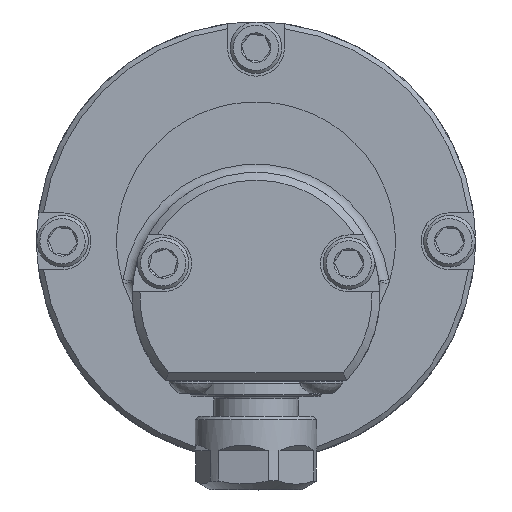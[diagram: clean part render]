
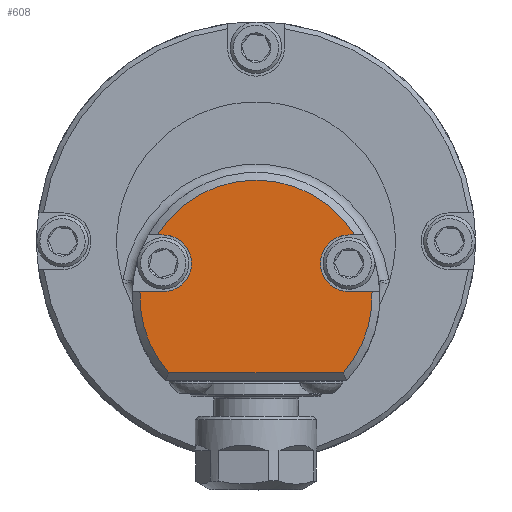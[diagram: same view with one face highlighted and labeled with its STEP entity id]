
A CAD part, top view. The second image highlights one B-rep face of the part: STEP entity #608.
In plain terms, the highlighted planar face has unit normal (0, 0, 1).
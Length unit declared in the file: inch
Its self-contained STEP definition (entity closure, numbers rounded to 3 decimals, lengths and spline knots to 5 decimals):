
#91 = CARTESIAN_POINT ( 'NONE',  ( -0.562, -0.314, 5. ) ) ;
#122 = DIRECTION ( 'NONE',  ( 0., 0., 1. ) ) ;
#169 = CARTESIAN_POINT ( 'NONE',  ( 0.54898, -0.805, 5. ) ) ;
#291 = EDGE_CURVE ( 'NONE', #3546, #3523, #328, .T. ) ;
#328 = CIRCLE ( 'NONE', #2648, 0.172 ) ;
#360 = DIRECTION ( 'NONE',  ( -1., 0., 0. ) ) ;
#511 = VERTEX_POINT ( 'NONE', #2967 ) ;
#608 = ADVANCED_FACE ( 'NONE', ( #2941 ), #4068, .T. ) ;
#701 = ORIENTED_EDGE ( 'NONE', *, *, #2329, .F. ) ;
#816 = ORIENTED_EDGE ( 'NONE', *, *, #3291, .T. ) ;
#1044 = CARTESIAN_POINT ( 'NONE',  ( 0., -0.341, 5. ) ) ;
#1091 = CARTESIAN_POINT ( 'NONE',  ( 0.562, -0.142, 5. ) ) ;
#1132 = ORIENTED_EDGE ( 'NONE', *, *, #291, .F. ) ;
#1164 = VECTOR ( 'NONE', #5648, 39.37008 ) ;
#1188 = VECTOR ( 'NONE', #5140, 39.37008 ) ;
#1313 = VERTEX_POINT ( 'NONE', #4909 ) ;
#1374 = CIRCLE ( 'NONE', #4871, 0.703 ) ;
#1400 = LINE ( 'NONE', #5709, #2574 ) ;
#1419 = VECTOR ( 'NONE', #360, 39.37008 ) ;
#1454 = CARTESIAN_POINT ( 'NONE',  ( -0.59713, 0.03, 5. ) ) ;
#1458 = VECTOR ( 'NONE', #3143, 39.37008 ) ;
#1548 = DIRECTION ( 'NONE',  ( 1., 0., 0. ) ) ;
#1550 = CARTESIAN_POINT ( 'NONE',  ( 0., -0.341, 5. ) ) ;
#1597 = DIRECTION ( 'NONE',  ( 1., 0., 0. ) ) ;
#1601 = DIRECTION ( 'NONE',  ( 1., 0., 0. ) ) ;
#1610 = DIRECTION ( 'NONE',  ( 0., 0., 1. ) ) ;
#1720 = CARTESIAN_POINT ( 'NONE',  ( -0.70248, -0.314, 5. ) ) ;
#1784 = CARTESIAN_POINT ( 'NONE',  ( 0.59713, 0.03, 5. ) ) ;
#1873 = EDGE_CURVE ( 'NONE', #4358, #2099, #2637, .T. ) ;
#1898 = VERTEX_POINT ( 'NONE', #91 ) ;
#1976 = EDGE_CURVE ( 'NONE', #2530, #1898, #6190, .T. ) ;
#2008 = AXIS2_PLACEMENT_3D ( 'NONE', #4591, #1610, #5118 ) ;
#2025 = DIRECTION ( 'NONE',  ( 1., 0., 0. ) ) ;
#2046 = AXIS2_PLACEMENT_3D ( 'NONE', #3064, #4577, #1597 ) ;
#2099 = VERTEX_POINT ( 'NONE', #1454 ) ;
#2205 = EDGE_CURVE ( 'NONE', #2530, #5537, #1374, .T. ) ;
#2312 = CARTESIAN_POINT ( 'NONE',  ( 0.562, 0.03, 5. ) ) ;
#2329 = EDGE_CURVE ( 'NONE', #1898, #1313, #3241, .T. ) ;
#2384 = AXIS2_PLACEMENT_3D ( 'NONE', #3073, #122, #3574 ) ;
#2407 = EDGE_CURVE ( 'NONE', #5537, #4678, #4115, .T. ) ;
#2530 = VERTEX_POINT ( 'NONE', #1720 ) ;
#2574 = VECTOR ( 'NONE', #3170, 39.37008 ) ;
#2597 = ORIENTED_EDGE ( 'NONE', *, *, #1976, .F. ) ;
#2604 = CARTESIAN_POINT ( 'NONE',  ( 0.52812, -0.805, 5. ) ) ;
#2619 = CARTESIAN_POINT ( 'NONE',  ( -0.562, -0.314, 5. ) ) ;
#2637 = CIRCLE ( 'NONE', #3303, 0.703 ) ;
#2648 = AXIS2_PLACEMENT_3D ( 'NONE', #1091, #4580, #1601 ) ;
#2750 = LINE ( 'NONE', #6289, #1419 ) ;
#2770 = EDGE_CURVE ( 'NONE', #1313, #2099, #2750, .T. ) ;
#2816 = ORIENTED_EDGE ( 'NONE', *, *, #2205, .T. ) ;
#2825 = ORIENTED_EDGE ( 'NONE', *, *, #4854, .F. ) ;
#2941 = FACE_OUTER_BOUND ( 'NONE', #5497, .T. ) ;
#2967 = CARTESIAN_POINT ( 'NONE',  ( 0.70248, -0.314, 5. ) ) ;
#3064 = CARTESIAN_POINT ( 'NONE',  ( 0., -0.341, 5. ) ) ;
#3073 = CARTESIAN_POINT ( 'NONE',  ( -0.562, -0.142, 5. ) ) ;
#3143 = DIRECTION ( 'NONE',  ( 1., 0., 0. ) ) ;
#3170 = DIRECTION ( 'NONE',  ( -1., 0., 0. ) ) ;
#3241 = CIRCLE ( 'NONE', #2384, 0.172 ) ;
#3291 = EDGE_CURVE ( 'NONE', #4678, #511, #5279, .T. ) ;
#3303 = AXIS2_PLACEMENT_3D ( 'NONE', #1550, #5054, #2025 ) ;
#3314 = ORIENTED_EDGE ( 'NONE', *, *, #6432, .F. ) ;
#3523 = VERTEX_POINT ( 'NONE', #5362 ) ;
#3546 = VERTEX_POINT ( 'NONE', #2312 ) ;
#3574 = DIRECTION ( 'NONE',  ( 1., 0., 0. ) ) ;
#4068 = PLANE ( 'NONE',  #2046 ) ;
#4115 = LINE ( 'NONE', #169, #1458 ) ;
#4358 = VERTEX_POINT ( 'NONE', #1784 ) ;
#4527 = DIRECTION ( 'NONE',  ( 0., 0., 1. ) ) ;
#4577 = DIRECTION ( 'NONE',  ( 0., 0., 1. ) ) ;
#4580 = DIRECTION ( 'NONE',  ( 0., 0., 1. ) ) ;
#4591 = CARTESIAN_POINT ( 'NONE',  ( 0., -0.341, 5. ) ) ;
#4678 = VERTEX_POINT ( 'NONE', #2604 ) ;
#4854 = EDGE_CURVE ( 'NONE', #3523, #511, #6358, .T. ) ;
#4871 = AXIS2_PLACEMENT_3D ( 'NONE', #1044, #4527, #1548 ) ;
#4909 = CARTESIAN_POINT ( 'NONE',  ( -0.562, 0.03, 5. ) ) ;
#5054 = DIRECTION ( 'NONE',  ( 0., 0., 1. ) ) ;
#5118 = DIRECTION ( 'NONE',  ( 1., 0., 0. ) ) ;
#5140 = DIRECTION ( 'NONE',  ( 1., 0., 0. ) ) ;
#5216 = ORIENTED_EDGE ( 'NONE', *, *, #1873, .T. ) ;
#5279 = CIRCLE ( 'NONE', #2008, 0.703 ) ;
#5362 = CARTESIAN_POINT ( 'NONE',  ( 0.562, -0.314, 5. ) ) ;
#5497 = EDGE_LOOP ( 'NONE', ( #2597, #2816, #6482, #816, #2825, #1132, #3314, #5216, #6290, #701 ) ) ;
#5537 = VERTEX_POINT ( 'NONE', #5882 ) ;
#5609 = CARTESIAN_POINT ( 'NONE',  ( 0.562, -0.314, 5. ) ) ;
#5648 = DIRECTION ( 'NONE',  ( 1., 0., 0. ) ) ;
#5709 = CARTESIAN_POINT ( 'NONE',  ( 0.562, 0.03, 5. ) ) ;
#5882 = CARTESIAN_POINT ( 'NONE',  ( -0.52812, -0.805, 5. ) ) ;
#6190 = LINE ( 'NONE', #2619, #1164 ) ;
#6289 = CARTESIAN_POINT ( 'NONE',  ( -0.562, 0.03, 5. ) ) ;
#6290 = ORIENTED_EDGE ( 'NONE', *, *, #2770, .F. ) ;
#6358 = LINE ( 'NONE', #5609, #1188 ) ;
#6432 = EDGE_CURVE ( 'NONE', #4358, #3546, #1400, .T. ) ;
#6482 = ORIENTED_EDGE ( 'NONE', *, *, #2407, .T. ) ;
